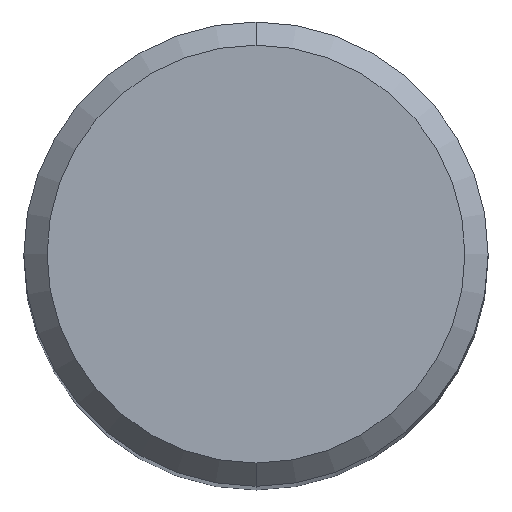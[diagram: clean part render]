
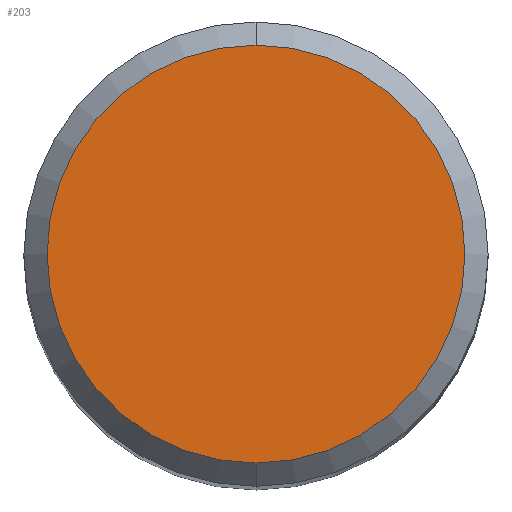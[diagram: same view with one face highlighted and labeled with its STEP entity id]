
A CAD part, top view. The second image highlights one B-rep face of the part: STEP entity #203.
In plain terms, the highlighted planar face has unit normal (0, 0, 1).
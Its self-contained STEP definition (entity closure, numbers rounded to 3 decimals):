
#203=ADVANCED_FACE('',(#512),#513,.T.);
#257=VERTEX_POINT('',#577);
#301=EDGE_CURVE('',#257,#305,#625,.T.);
#305=VERTEX_POINT('',#629);
#333=EDGE_CURVE('',#305,#257,#659,.T.);
#512=FACE_OUTER_BOUND('',#875,.T.);
#513=PLANE('',#876);
#577=CARTESIAN_POINT('',(0.,-4.5,0.0));
#625=CIRCLE('',#1124,4.5);
#629=CARTESIAN_POINT('',(0.0,4.5,0.0));
#659=CIRCLE('',#1226,4.5);
#875=EDGE_LOOP('',(#1501,#1502));
#876=AXIS2_PLACEMENT_3D('',#1503,#1504,#1505);
#1124=AXIS2_PLACEMENT_3D('',#1653,#1654,#1655);
#1226=AXIS2_PLACEMENT_3D('',#1694,#1695,#1696);
#1501=ORIENTED_EDGE('',*,*,#333,.F.);
#1502=ORIENTED_EDGE('',*,*,#301,.F.);
#1503=CARTESIAN_POINT('',(0.0,2.25,0.0));
#1504=DIRECTION('',(-0.0,0.0,1.0));
#1505=DIRECTION('',(0.0,-1.0,0.0));
#1653=CARTESIAN_POINT('',(0.0,0.0,0.0));
#1654=DIRECTION('',(0.0,0.0,-1.0));
#1655=DIRECTION('',(0.0,1.0,0.0));
#1694=CARTESIAN_POINT('',(0.0,0.0,0.0));
#1695=DIRECTION('',(0.0,0.0,-1.0));
#1696=DIRECTION('',(0.0,1.0,0.0));
